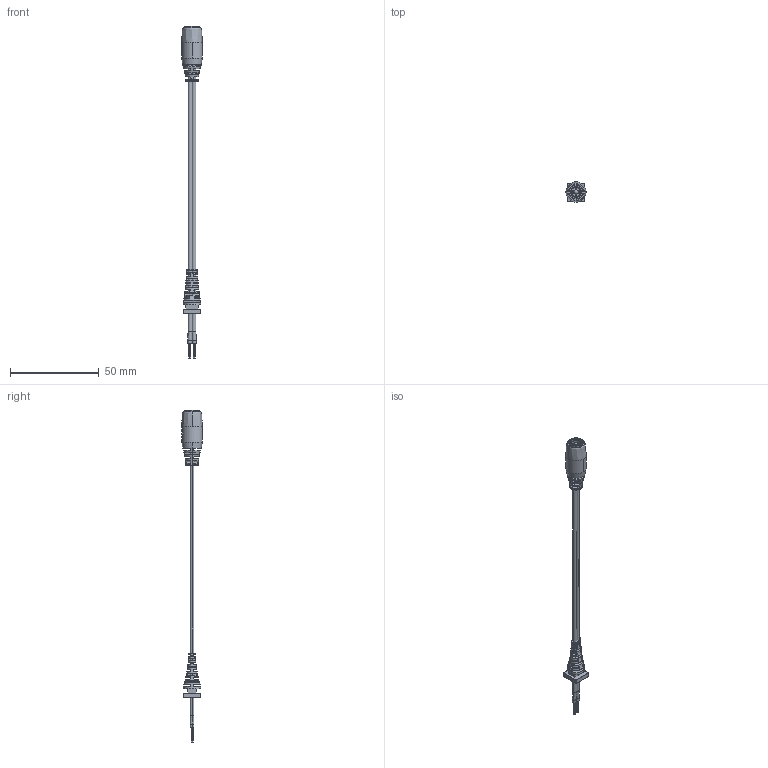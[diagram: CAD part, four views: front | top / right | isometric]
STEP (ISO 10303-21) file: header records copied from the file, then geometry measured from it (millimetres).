
FILE_DESCRIPTION (( 'STEP AP203' ), '1' );
FILE_NAME ('10-02958_revA.STEP', '2018-03-28T23:14:42', ( '' ), ( '' ), 'SwSTEP 2.0', 'SolidWorks 2015', '' );
FILE_SCHEMA (( 'CONFIG_CONTROL_DESIGN' ));
Length unit declared in the file: millimetre
Products named in the file (9): 30-00007_s+t; 50-00027 contact; 24-00004; 50-00027 insulator; 10-02958_revA; 50-00027; 50-00027 pin; 50-00027 shell; 24-00251
Assembly tree (8 placements, depth 3):
  10-02958_revA
    24-00004
    50-00027
      50-00027 shell
      50-00027 insulator
      50-00027 pin
      50-00027 contact
    30-00007_s+t
    24-00251
Bounding box: 11.4 x 11.4 x 186.56 mm (x, y, z)
Volume: 4278.6 mm3; surface area: 19446 mm2
Topology: 183 solids, 183 shells, 1407 faces, 2985 edges, 1921 vertices
Faces by surface type: cylinder 630, plane 506, bspline 210, torus 36, cone 17, sphere 8
Entity records: 49517 total; most frequent: CARTESIAN_POINT 18958, DIRECTION 6084, ORIENTED_EDGE 5950, EDGE_CURVE 2975, AXIS2_PLACEMENT_3D 2609, VERTEX_POINT 1921, EDGE_LOOP 1610, FACE_OUTER_BOUND 1407
